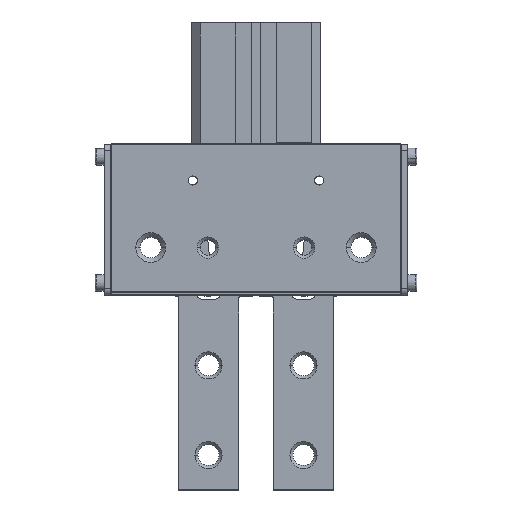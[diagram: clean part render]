
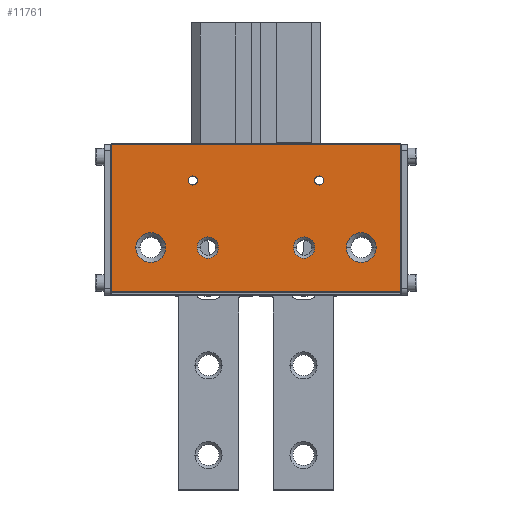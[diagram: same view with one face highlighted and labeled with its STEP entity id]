
A CAD part, top view. The second image highlights one B-rep face of the part: STEP entity #11761.
In plain terms, the highlighted planar face has unit normal (0, 0, 1).
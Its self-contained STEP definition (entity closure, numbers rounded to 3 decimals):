
#46 = DIRECTION ( 'NONE',  ( 0., 0., 1. ) ) ;
#191 = AXIS2_PLACEMENT_3D ( 'NONE', #10409, #8032, #6913 ) ;
#313 = ORIENTED_EDGE ( 'NONE', *, *, #612, .T. ) ;
#485 = FACE_BOUND ( 'NONE', #14228, .T. ) ;
#612 = EDGE_CURVE ( 'NONE', #8573, #7347, #11138, .T. ) ;
#662 = CARTESIAN_POINT ( 'NONE',  ( 39.95, 16., 21.5 ) ) ;
#813 = CIRCLE ( 'NONE', #2212, 4.95 ) ;
#1185 = EDGE_CURVE ( 'NONE', #12726, #11919, #1347, .T. ) ;
#1205 = DIRECTION ( 'NONE',  ( 1., 0., 0. ) ) ;
#1336 = PLANE ( 'NONE',  #14278 ) ;
#1347 = LINE ( 'NONE', #10994, #8221 ) ;
#1389 = CARTESIAN_POINT ( 'NONE',  ( 21., 38.3, 21.5 ) ) ;
#1401 = CARTESIAN_POINT ( 'NONE',  ( -48.2, 1., 21.5 ) ) ;
#1572 = ORIENTED_EDGE ( 'NONE', *, *, #2085, .T. ) ;
#1638 = CARTESIAN_POINT ( 'NONE',  ( -39.95, 16., 21.5 ) ) ;
#1654 = CIRCLE ( 'NONE', #2665, 3.55 ) ;
#1691 = ORIENTED_EDGE ( 'NONE', *, *, #10461, .T. ) ;
#1908 = CIRCLE ( 'NONE', #6111, 4.95 ) ;
#2085 = EDGE_CURVE ( 'NONE', #3557, #9097, #813, .T. ) ;
#2119 = DIRECTION ( 'NONE',  ( 1., 0., 0. ) ) ;
#2127 = CARTESIAN_POINT ( 'NONE',  ( 22.5, 38.3, 21.5 ) ) ;
#2212 = AXIS2_PLACEMENT_3D ( 'NONE', #7608, #11974, #1205 ) ;
#2449 = AXIS2_PLACEMENT_3D ( 'NONE', #5863, #4859, #10516 ) ;
#2480 = EDGE_CURVE ( 'NONE', #3322, #13789, #13833, .T. ) ;
#2542 = ORIENTED_EDGE ( 'NONE', *, *, #12008, .T. ) ;
#2665 = AXIS2_PLACEMENT_3D ( 'NONE', #10001, #6520, #2991 ) ;
#2675 = CARTESIAN_POINT ( 'NONE',  ( 12.45, 16., 21.5 ) ) ;
#2777 = CARTESIAN_POINT ( 'NONE',  ( -19.5, 38.3, 21.5 ) ) ;
#2903 = CARTESIAN_POINT ( 'NONE',  ( -35., 16., 21.5 ) ) ;
#2991 = DIRECTION ( 'NONE',  ( 1., 0., 0. ) ) ;
#2998 = CIRCLE ( 'NONE', #3239, 4.95 ) ;
#3239 = AXIS2_PLACEMENT_3D ( 'NONE', #2903, #12275, #12160 ) ;
#3322 = VERTEX_POINT ( 'NONE', #10983 ) ;
#3335 = CIRCLE ( 'NONE', #2449, 4.95 ) ;
#3511 = ORIENTED_EDGE ( 'NONE', *, *, #11372, .T. ) ;
#3538 = FACE_OUTER_BOUND ( 'NONE', #4615, .T. ) ;
#3557 = VERTEX_POINT ( 'NONE', #4003 ) ;
#3560 = CARTESIAN_POINT ( 'NONE',  ( -21., 38.3, 21.5 ) ) ;
#3871 = EDGE_CURVE ( 'NONE', #10942, #9143, #10318, .T. ) ;
#4003 = CARTESIAN_POINT ( 'NONE',  ( -30.05, 16., 21.5 ) ) ;
#4106 = ORIENTED_EDGE ( 'NONE', *, *, #10172, .T. ) ;
#4173 = VERTEX_POINT ( 'NONE', #7088 ) ;
#4287 = CARTESIAN_POINT ( 'NONE',  ( -16., 16., 21.5 ) ) ;
#4397 = ORIENTED_EDGE ( 'NONE', *, *, #5090, .T. ) ;
#4507 = VECTOR ( 'NONE', #9918, 1000. ) ;
#4597 = EDGE_LOOP ( 'NONE', ( #5053, #313 ) ) ;
#4615 = EDGE_LOOP ( 'NONE', ( #3511, #13409, #1691, #5999 ) ) ;
#4643 = CARTESIAN_POINT ( 'NONE',  ( -48.5, 0., 21.5 ) ) ;
#4859 = DIRECTION ( 'NONE',  ( 0., 0., -1. ) ) ;
#5053 = ORIENTED_EDGE ( 'NONE', *, *, #6604, .T. ) ;
#5090 = EDGE_CURVE ( 'NONE', #14742, #9586, #12514, .T. ) ;
#5161 = VERTEX_POINT ( 'NONE', #6407 ) ;
#5285 = CARTESIAN_POINT ( 'NONE',  ( 48.2, 50.5, 21.5 ) ) ;
#5288 = CARTESIAN_POINT ( 'NONE',  ( 19.55, 16., 21.5 ) ) ;
#5675 = ORIENTED_EDGE ( 'NONE', *, *, #2480, .T. ) ;
#5676 = DIRECTION ( 'NONE',  ( 0., 0., -1. ) ) ;
#5863 = CARTESIAN_POINT ( 'NONE',  ( 35., 16., 21.5 ) ) ;
#5999 = ORIENTED_EDGE ( 'NONE', *, *, #1185, .T. ) ;
#6111 = AXIS2_PLACEMENT_3D ( 'NONE', #12429, #13603, #7805 ) ;
#6175 = EDGE_LOOP ( 'NONE', ( #1572, #2542 ) ) ;
#6407 = CARTESIAN_POINT ( 'NONE',  ( 30.05, 16., 21.5 ) ) ;
#6438 = DIRECTION ( 'NONE',  ( -1., 0., 0. ) ) ;
#6520 = DIRECTION ( 'NONE',  ( 0., 0., -1. ) ) ;
#6604 = EDGE_CURVE ( 'NONE', #7347, #8573, #14461, .T. ) ;
#6634 = VECTOR ( 'NONE', #10694, 1000. ) ;
#6850 = ORIENTED_EDGE ( 'NONE', *, *, #12141, .T. ) ;
#6913 = DIRECTION ( 'NONE',  ( 1., 0., 0. ) ) ;
#7088 = CARTESIAN_POINT ( 'NONE',  ( -48.2, 1.3, 21.5 ) ) ;
#7347 = VERTEX_POINT ( 'NONE', #9805 ) ;
#7459 = EDGE_LOOP ( 'NONE', ( #4106, #4397 ) ) ;
#7564 = CIRCLE ( 'NONE', #9624, 1.5 ) ;
#7608 = CARTESIAN_POINT ( 'NONE',  ( -35., 16., 21.5 ) ) ;
#7627 = AXIS2_PLACEMENT_3D ( 'NONE', #11812, #9467, #13208 ) ;
#7805 = DIRECTION ( 'NONE',  ( 1., 0., 0. ) ) ;
#7888 = FACE_BOUND ( 'NONE', #7951, .T. ) ;
#7951 = EDGE_LOOP ( 'NONE', ( #14340, #9712 ) ) ;
#7961 = CARTESIAN_POINT ( 'NONE',  ( -16., 16., 21.5 ) ) ;
#8032 = DIRECTION ( 'NONE',  ( 0., 0., -1. ) ) ;
#8058 = DIRECTION ( 'NONE',  ( 1., 0., 0. ) ) ;
#8088 = DIRECTION ( 'NONE',  ( -1., 0., 0. ) ) ;
#8111 = DIRECTION ( 'NONE',  ( 1., 0., 0. ) ) ;
#8221 = VECTOR ( 'NONE', #6438, 1000. ) ;
#8353 = DIRECTION ( 'NONE',  ( -1., 0., 0. ) ) ;
#8573 = VERTEX_POINT ( 'NONE', #9942 ) ;
#8606 = VERTEX_POINT ( 'NONE', #662 ) ;
#8750 = CARTESIAN_POINT ( 'NONE',  ( 48.2, 1.3, 21.5 ) ) ;
#9097 = VERTEX_POINT ( 'NONE', #1638 ) ;
#9143 = VERTEX_POINT ( 'NONE', #5288 ) ;
#9190 = DIRECTION ( 'NONE',  ( 0., 0., -1. ) ) ;
#9233 = CARTESIAN_POINT ( 'NONE',  ( 21., 38.3, 21.5 ) ) ;
#9467 = DIRECTION ( 'NONE',  ( 0., 0., -1. ) ) ;
#9586 = VERTEX_POINT ( 'NONE', #14233 ) ;
#9624 = AXIS2_PLACEMENT_3D ( 'NONE', #3560, #12974, #8353 ) ;
#9686 = LINE ( 'NONE', #1401, #6634 ) ;
#9687 = EDGE_LOOP ( 'NONE', ( #6850, #10519 ) ) ;
#9712 = ORIENTED_EDGE ( 'NONE', *, *, #3871, .T. ) ;
#9805 = CARTESIAN_POINT ( 'NONE',  ( -12.45, 16., 21.5 ) ) ;
#9918 = DIRECTION ( 'NONE',  ( 0., 1., 0. ) ) ;
#9929 = DIRECTION ( 'NONE',  ( 1., 0., 0. ) ) ;
#9942 = CARTESIAN_POINT ( 'NONE',  ( -19.55, 16., 21.5 ) ) ;
#10001 = CARTESIAN_POINT ( 'NONE',  ( 16., 16., 21.5 ) ) ;
#10027 = EDGE_CURVE ( 'NONE', #4173, #12649, #10638, .T. ) ;
#10091 = DIRECTION ( 'NONE',  ( 0., 0., -1. ) ) ;
#10172 = EDGE_CURVE ( 'NONE', #9586, #14742, #7564, .T. ) ;
#10318 = CIRCLE ( 'NONE', #191, 3.55 ) ;
#10403 = AXIS2_PLACEMENT_3D ( 'NONE', #7961, #5676, #2119 ) ;
#10409 = CARTESIAN_POINT ( 'NONE',  ( 16., 16., 21.5 ) ) ;
#10461 = EDGE_CURVE ( 'NONE', #12649, #12726, #13758, .T. ) ;
#10516 = DIRECTION ( 'NONE',  ( 1., 0., 0. ) ) ;
#10519 = ORIENTED_EDGE ( 'NONE', *, *, #12358, .T. ) ;
#10638 = LINE ( 'NONE', #13910, #14670 ) ;
#10694 = DIRECTION ( 'NONE',  ( 0., -1., 0. ) ) ;
#10942 = VERTEX_POINT ( 'NONE', #2675 ) ;
#10947 = FACE_BOUND ( 'NONE', #4597, .T. ) ;
#10983 = CARTESIAN_POINT ( 'NONE',  ( 19.5, 38.3, 21.5 ) ) ;
#10994 = CARTESIAN_POINT ( 'NONE',  ( -48.5, 50.2, 21.5 ) ) ;
#11008 = AXIS2_PLACEMENT_3D ( 'NONE', #1389, #14061, #12883 ) ;
#11051 = AXIS2_PLACEMENT_3D ( 'NONE', #4287, #10091, #9929 ) ;
#11138 = CIRCLE ( 'NONE', #10403, 3.55 ) ;
#11372 = EDGE_CURVE ( 'NONE', #11919, #4173, #9686, .T. ) ;
#11761 = ADVANCED_FACE ( 'NONE', ( #13147, #12784, #10947, #7888, #3538, #485, #12436 ), #1336, .T. ) ;
#11812 = CARTESIAN_POINT ( 'NONE',  ( -21., 38.3, 21.5 ) ) ;
#11823 = ORIENTED_EDGE ( 'NONE', *, *, #12839, .T. ) ;
#11919 = VERTEX_POINT ( 'NONE', #13288 ) ;
#11974 = DIRECTION ( 'NONE',  ( 0., 0., -1. ) ) ;
#12008 = EDGE_CURVE ( 'NONE', #9097, #3557, #2998, .T. ) ;
#12141 = EDGE_CURVE ( 'NONE', #8606, #5161, #1908, .T. ) ;
#12160 = DIRECTION ( 'NONE',  ( 1., 0., 0. ) ) ;
#12275 = DIRECTION ( 'NONE',  ( 0., 0., -1. ) ) ;
#12358 = EDGE_CURVE ( 'NONE', #5161, #8606, #3335, .T. ) ;
#12429 = CARTESIAN_POINT ( 'NONE',  ( 35., 16., 21.5 ) ) ;
#12436 = FACE_BOUND ( 'NONE', #7459, .T. ) ;
#12514 = CIRCLE ( 'NONE', #7627, 1.5 ) ;
#12649 = VERTEX_POINT ( 'NONE', #8750 ) ;
#12726 = VERTEX_POINT ( 'NONE', #13755 ) ;
#12784 = FACE_BOUND ( 'NONE', #6175, .T. ) ;
#12839 = EDGE_CURVE ( 'NONE', #13789, #3322, #14368, .T. ) ;
#12883 = DIRECTION ( 'NONE',  ( -1., 0., 0. ) ) ;
#12974 = DIRECTION ( 'NONE',  ( 0., 0., -1. ) ) ;
#13147 = FACE_BOUND ( 'NONE', #9687, .T. ) ;
#13208 = DIRECTION ( 'NONE',  ( -1., 0., 0. ) ) ;
#13288 = CARTESIAN_POINT ( 'NONE',  ( -48.2, 50.2, 21.5 ) ) ;
#13409 = ORIENTED_EDGE ( 'NONE', *, *, #10027, .T. ) ;
#13603 = DIRECTION ( 'NONE',  ( 0., 0., -1. ) ) ;
#13755 = CARTESIAN_POINT ( 'NONE',  ( 48.2, 50.2, 21.5 ) ) ;
#13758 = LINE ( 'NONE', #5285, #4507 ) ;
#13789 = VERTEX_POINT ( 'NONE', #2127 ) ;
#13833 = CIRCLE ( 'NONE', #11008, 1.5 ) ;
#13910 = CARTESIAN_POINT ( 'NONE',  ( 48.5, 1.3, 21.5 ) ) ;
#14020 = AXIS2_PLACEMENT_3D ( 'NONE', #9233, #9190, #8088 ) ;
#14061 = DIRECTION ( 'NONE',  ( 0., 0., -1. ) ) ;
#14228 = EDGE_LOOP ( 'NONE', ( #5675, #11823 ) ) ;
#14233 = CARTESIAN_POINT ( 'NONE',  ( -22.5, 38.3, 21.5 ) ) ;
#14278 = AXIS2_PLACEMENT_3D ( 'NONE', #4643, #46, #8111 ) ;
#14340 = ORIENTED_EDGE ( 'NONE', *, *, #14949, .T. ) ;
#14368 = CIRCLE ( 'NONE', #14020, 1.5 ) ;
#14461 = CIRCLE ( 'NONE', #11051, 3.55 ) ;
#14670 = VECTOR ( 'NONE', #8058, 1000. ) ;
#14742 = VERTEX_POINT ( 'NONE', #2777 ) ;
#14949 = EDGE_CURVE ( 'NONE', #9143, #10942, #1654, .T. ) ;
